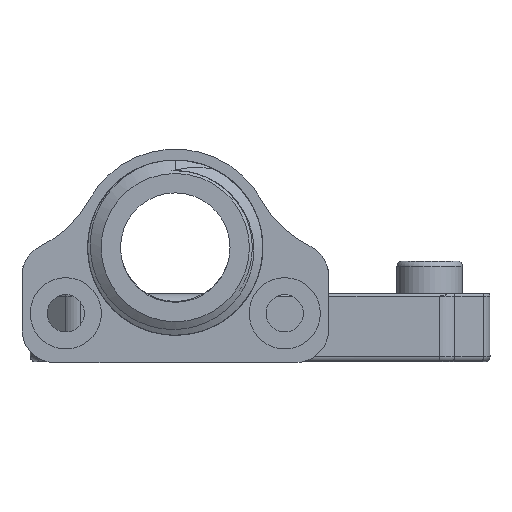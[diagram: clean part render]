
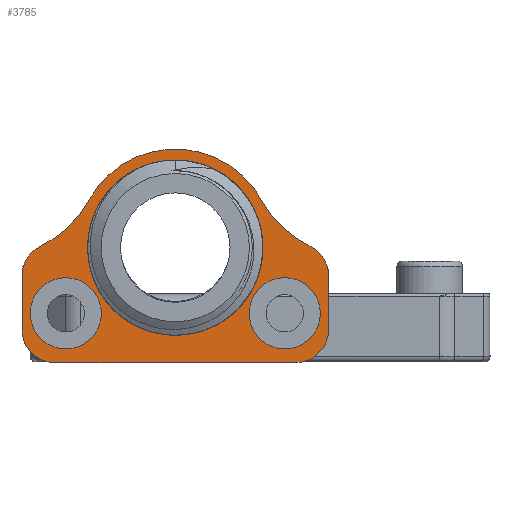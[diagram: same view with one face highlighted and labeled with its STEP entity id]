
A CAD part, front view. The second image highlights one B-rep face of the part: STEP entity #3785.
In plain terms, the highlighted face is planar.
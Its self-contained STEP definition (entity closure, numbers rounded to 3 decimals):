
#103=FACE_BOUND('',#483,.T.);
#104=FACE_BOUND('',#484,.T.);
#105=FACE_BOUND('',#485,.T.);
#130=PLANE('',#4070);
#246=FACE_OUTER_BOUND('',#482,.T.);
#482=EDGE_LOOP('',(#2603,#2604,#2605,#2606,#2607,#2608,#2609,#2610,#2611,
#2612));
#483=EDGE_LOOP('',(#2613,#2614,#2615,#2616));
#484=EDGE_LOOP('',(#2617));
#485=EDGE_LOOP('',(#2618));
#717=CIRCLE('',#4021,8.);
#723=CIRCLE('',#4045,7.026);
#733=CIRCLE('',#4060,3.25);
#736=CIRCLE('',#4065,3.25);
#739=CIRCLE('',#4071,3.);
#740=CIRCLE('',#4072,10.);
#741=CIRCLE('',#4073,9.);
#742=CIRCLE('',#4074,10.);
#743=CIRCLE('',#4075,3.);
#744=CIRCLE('',#4076,3.);
#745=CIRCLE('',#4077,3.);
#989=B_SPLINE_CURVE_WITH_KNOTS('',3,(#6930,#6931,#6932,#6933,#6934,#6935,
#6936,#6937,#6938,#6939,#6940,#6941,#6942,#6943,#6944,#6945,#6946,#6947),
 .UNSPECIFIED.,.F.,.F.,(4,2,2,2,2,2,2,2,4),(-1.916,-1.63,
-1.406,-1.125,-0.862,-0.719,
-0.428,-0.223,0.),.UNSPECIFIED.);
#990=B_SPLINE_CURVE_WITH_KNOTS('',3,(#6948,#6949,#6950,#6951,#6952,#6953,
#6954,#6955,#6956,#6957,#6958,#6959,#6960,#6961,#6962,#6963,#6964,#6965),
 .UNSPECIFIED.,.F.,.F.,(4,2,2,2,2,2,2,2,4),(-2.173,-1.918,
-1.592,-1.152,-0.939,-0.591,
-0.321,-0.165,0.),.UNSPECIFIED.);
#1108=LINE('',#6912,#1324);
#1109=LINE('',#6924,#1325);
#1110=LINE('',#6928,#1326);
#1324=VECTOR('',#4604,1000.);
#1325=VECTOR('',#4615,1000.);
#1326=VECTOR('',#4618,1000.);
#1516=VERTEX_POINT('',#5602);
#1517=VERTEX_POINT('',#5615);
#1556=VERTEX_POINT('',#6815);
#1557=VERTEX_POINT('',#6828);
#1567=VERTEX_POINT('',#6888);
#1570=VERTEX_POINT('',#6898);
#1573=VERTEX_POINT('',#6910);
#1574=VERTEX_POINT('',#6911);
#1575=VERTEX_POINT('',#6913);
#1576=VERTEX_POINT('',#6915);
#1577=VERTEX_POINT('',#6917);
#1578=VERTEX_POINT('',#6919);
#1579=VERTEX_POINT('',#6921);
#1580=VERTEX_POINT('',#6923);
#1581=VERTEX_POINT('',#6925);
#1582=VERTEX_POINT('',#6927);
#1888=EDGE_CURVE('',#1517,#1516,#717,.T.);
#1946=EDGE_CURVE('',#1557,#1556,#723,.T.);
#1963=EDGE_CURVE('',#1567,#1567,#733,.T.);
#1968=EDGE_CURVE('',#1570,#1570,#736,.T.);
#1973=EDGE_CURVE('',#1573,#1574,#1108,.T.);
#1974=EDGE_CURVE('',#1574,#1575,#739,.T.);
#1975=EDGE_CURVE('',#1575,#1576,#740,.T.);
#1976=EDGE_CURVE('',#1577,#1576,#741,.T.);
#1977=EDGE_CURVE('',#1577,#1578,#742,.T.);
#1978=EDGE_CURVE('',#1578,#1579,#743,.T.);
#1979=EDGE_CURVE('',#1579,#1580,#1109,.T.);
#1980=EDGE_CURVE('',#1580,#1581,#744,.T.);
#1981=EDGE_CURVE('',#1581,#1582,#1110,.T.);
#1982=EDGE_CURVE('',#1582,#1573,#745,.T.);
#1983=EDGE_CURVE('',#1557,#1516,#989,.T.);
#1984=EDGE_CURVE('',#1517,#1556,#990,.T.);
#2603=ORIENTED_EDGE('',*,*,#1973,.T.);
#2604=ORIENTED_EDGE('',*,*,#1974,.T.);
#2605=ORIENTED_EDGE('',*,*,#1975,.T.);
#2606=ORIENTED_EDGE('',*,*,#1976,.F.);
#2607=ORIENTED_EDGE('',*,*,#1977,.T.);
#2608=ORIENTED_EDGE('',*,*,#1978,.T.);
#2609=ORIENTED_EDGE('',*,*,#1979,.T.);
#2610=ORIENTED_EDGE('',*,*,#1980,.T.);
#2611=ORIENTED_EDGE('',*,*,#1981,.T.);
#2612=ORIENTED_EDGE('',*,*,#1982,.T.);
#2613=ORIENTED_EDGE('',*,*,#1888,.T.);
#2614=ORIENTED_EDGE('',*,*,#1983,.F.);
#2615=ORIENTED_EDGE('',*,*,#1946,.T.);
#2616=ORIENTED_EDGE('',*,*,#1984,.F.);
#2617=ORIENTED_EDGE('',*,*,#1968,.F.);
#2618=ORIENTED_EDGE('',*,*,#1963,.F.);
#3785=ADVANCED_FACE('',(#246,#103,#104,#105),#130,.F.);
#4021=AXIS2_PLACEMENT_3D('',#5616,#4479,#4480);
#4045=AXIS2_PLACEMENT_3D('',#6829,#4544,#4545);
#4060=AXIS2_PLACEMENT_3D('',#6890,#4578,#4579);
#4065=AXIS2_PLACEMENT_3D('',#6900,#4590,#4591);
#4070=AXIS2_PLACEMENT_3D('',#6909,#4602,#4603);
#4071=AXIS2_PLACEMENT_3D('',#6914,#4605,#4606);
#4072=AXIS2_PLACEMENT_3D('',#6916,#4607,#4608);
#4073=AXIS2_PLACEMENT_3D('',#6918,#4609,#4610);
#4074=AXIS2_PLACEMENT_3D('',#6920,#4611,#4612);
#4075=AXIS2_PLACEMENT_3D('',#6922,#4613,#4614);
#4076=AXIS2_PLACEMENT_3D('',#6926,#4616,#4617);
#4077=AXIS2_PLACEMENT_3D('',#6929,#4619,#4620);
#4479=DIRECTION('center_axis',(0.,0.,-1.));
#4480=DIRECTION('ref_axis',(1.,0.,0.));
#4544=DIRECTION('center_axis',(0.,0.,-1.));
#4545=DIRECTION('ref_axis',(1.,0.,0.));
#4578=DIRECTION('center_axis',(0.,0.,1.));
#4579=DIRECTION('ref_axis',(1.,0.,0.));
#4590=DIRECTION('center_axis',(0.,0.,1.));
#4591=DIRECTION('ref_axis',(1.,0.,0.));
#4602=DIRECTION('center_axis',(0.,0.,-1.));
#4603=DIRECTION('ref_axis',(-1.,0.,0.));
#4604=DIRECTION('',(0.,-1.,0.));
#4605=DIRECTION('center_axis',(0.,0.,1.));
#4606=DIRECTION('ref_axis',(-1.,0.,0.));
#4607=DIRECTION('center_axis',(0.,0.,-1.));
#4608=DIRECTION('ref_axis',(-1.,0.,0.));
#4609=DIRECTION('center_axis',(0.,0.,-1.));
#4610=DIRECTION('ref_axis',(-1.,0.,0.));
#4611=DIRECTION('center_axis',(0.,0.,-1.));
#4612=DIRECTION('ref_axis',(-1.,0.,0.));
#4613=DIRECTION('center_axis',(0.,0.,1.));
#4614=DIRECTION('ref_axis',(-1.,0.,0.));
#4615=DIRECTION('',(0.,1.,0.));
#4616=DIRECTION('center_axis',(0.,0.,1.));
#4617=DIRECTION('ref_axis',(-1.,0.,0.));
#4618=DIRECTION('',(-1.,0.,0.));
#4619=DIRECTION('center_axis',(0.,0.,1.));
#4620=DIRECTION('ref_axis',(-1.,0.,0.));
#5602=CARTESIAN_POINT('',(0.,8.,-12.));
#5615=CARTESIAN_POINT('',(-5.605,5.708,-12.));
#5616=CARTESIAN_POINT('Origin',(0.,0.,-12.));
#6815=CARTESIAN_POINT('',(0.,-7.026,-12.));
#6828=CARTESIAN_POINT('',(4.922,-5.013,-12.));
#6829=CARTESIAN_POINT('Origin',(0.,0.,-12.));
#6888=CARTESIAN_POINT('',(-13.25,6.,-12.));
#6890=CARTESIAN_POINT('Origin',(-10.,6.,-12.));
#6898=CARTESIAN_POINT('',(6.75,6.,-12.));
#6900=CARTESIAN_POINT('Origin',(10.,6.,-12.));
#6909=CARTESIAN_POINT('Origin',(0.,0.,-12.));
#6910=CARTESIAN_POINT('',(-14.,7.5,-12.));
#6911=CARTESIAN_POINT('',(-14.,2.564,-12.));
#6912=CARTESIAN_POINT('',(-14.,10.5,-12.));
#6913=CARTESIAN_POINT('',(-12.305,-0.137,-12.));
#6914=CARTESIAN_POINT('Origin',(-11.,2.564,-12.));
#6915=CARTESIAN_POINT('',(-7.89,-4.33,-12.));
#6916=CARTESIAN_POINT('Origin',(-16.657,-9.141,-12.));
#6917=CARTESIAN_POINT('',(7.89,-4.33,-12.));
#6918=CARTESIAN_POINT('Origin',(0.,0.,-12.));
#6919=CARTESIAN_POINT('',(12.305,-0.137,-12.));
#6920=CARTESIAN_POINT('Origin',(16.657,-9.141,-12.));
#6921=CARTESIAN_POINT('',(14.,2.564,-12.));
#6922=CARTESIAN_POINT('Origin',(11.,2.564,-12.));
#6923=CARTESIAN_POINT('',(14.,7.5,-12.));
#6924=CARTESIAN_POINT('',(14.,10.5,-12.));
#6925=CARTESIAN_POINT('',(11.,10.5,-12.));
#6926=CARTESIAN_POINT('Origin',(11.,7.5,-12.));
#6927=CARTESIAN_POINT('',(-11.,10.5,-12.));
#6928=CARTESIAN_POINT('',(9.,10.5,-12.));
#6929=CARTESIAN_POINT('Origin',(-11.,7.5,-12.));
#6930=CARTESIAN_POINT('Ctrl Pts',(4.922,-5.013,-12.));
#6931=CARTESIAN_POINT('Ctrl Pts',(5.38,-4.614,-12.));
#6932=CARTESIAN_POINT('Ctrl Pts',(5.784,-4.157,-12.));
#6933=CARTESIAN_POINT('Ctrl Pts',(6.386,-3.258,-12.));
#6934=CARTESIAN_POINT('Ctrl Pts',(6.704,-2.701,-12.));
#6935=CARTESIAN_POINT('Ctrl Pts',(7.266,-1.093,-12.));
#6936=CARTESIAN_POINT('Ctrl Pts',(7.402,-0.145,-12.));
#6937=CARTESIAN_POINT('Ctrl Pts',(7.309,1.689,-12.));
#6938=CARTESIAN_POINT('Ctrl Pts',(7.103,2.56,-12.));
#6939=CARTESIAN_POINT('Ctrl Pts',(6.555,3.815,-12.));
#6940=CARTESIAN_POINT('Ctrl Pts',(6.316,4.24,-12.));
#6941=CARTESIAN_POINT('Ctrl Pts',(5.498,5.433,-12.));
#6942=CARTESIAN_POINT('Ctrl Pts',(4.804,6.123,-12.));
#6943=CARTESIAN_POINT('Ctrl Pts',(3.435,7.052,-12.));
#6944=CARTESIAN_POINT('Ctrl Pts',(2.822,7.359,-12.));
#6945=CARTESIAN_POINT('Ctrl Pts',(1.475,7.824,-12.));
#6946=CARTESIAN_POINT('Ctrl Pts',(0.742,7.965,-12.));
#6947=CARTESIAN_POINT('Ctrl Pts',(0.,8.,
-12.));
#6948=CARTESIAN_POINT('Ctrl Pts',(-5.605,5.708,-12.));
#6949=CARTESIAN_POINT('Ctrl Pts',(-6.23,5.027,-12.));
#6950=CARTESIAN_POINT('Ctrl Pts',(-6.634,4.353,-12.));
#6951=CARTESIAN_POINT('Ctrl Pts',(-7.221,3.166,-12.));
#6952=CARTESIAN_POINT('Ctrl Pts',(-7.452,2.456,-12.));
#6953=CARTESIAN_POINT('Ctrl Pts',(-7.747,0.737,-12.));
#6954=CARTESIAN_POINT('Ctrl Pts',(-7.72,-0.274,
-12.));
#6955=CARTESIAN_POINT('Ctrl Pts',(-7.393,-1.726,-12.));
#6956=CARTESIAN_POINT('Ctrl Pts',(-7.242,-2.19,-12.));
#6957=CARTESIAN_POINT('Ctrl Pts',(-6.73,-3.362,-12.));
#6958=CARTESIAN_POINT('Ctrl Pts',(-6.219,-4.232,-12.));
#6959=CARTESIAN_POINT('Ctrl Pts',(-4.729,-5.657,-12.));
#6960=CARTESIAN_POINT('Ctrl Pts',(-3.966,-6.152,-12.));
#6961=CARTESIAN_POINT('Ctrl Pts',(-2.651,-6.692,-12.));
#6962=CARTESIAN_POINT('Ctrl Pts',(-2.15,-6.837,-12.));
#6963=CARTESIAN_POINT('Ctrl Pts',(-1.098,-7.022,-12.));
#6964=CARTESIAN_POINT('Ctrl Pts',(-0.548,-7.055,
-12.));
#6965=CARTESIAN_POINT('Ctrl Pts',(0.,-7.026,
-12.));
